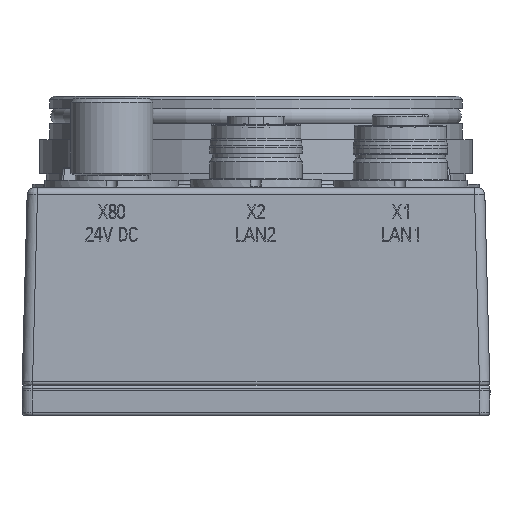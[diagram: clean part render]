
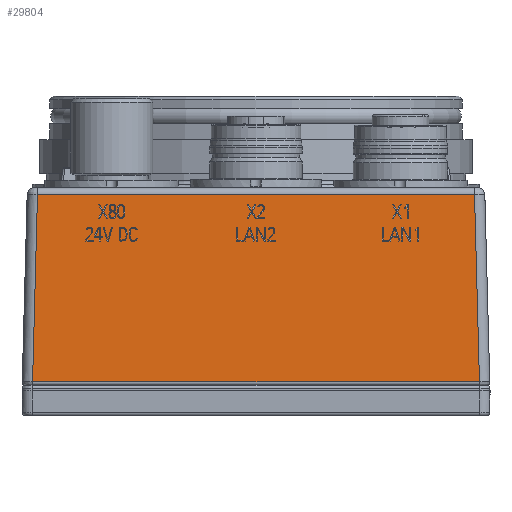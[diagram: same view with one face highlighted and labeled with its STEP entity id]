
A CAD part, front view. The second image highlights one B-rep face of the part: STEP entity #29804.
In plain terms, the highlighted planar face has unit normal (0, -1, 0.026).
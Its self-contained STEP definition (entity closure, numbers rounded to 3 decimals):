
#711 = EDGE_CURVE ( 'NONE', #20460, #30545, #3643, .T. ) ;
#1956 = CARTESIAN_POINT ( 'NONE',  ( 32.702, -53.246, 2.251 ) ) ;
#3643 = LINE ( 'NONE', #1956, #45475 ) ;
#5729 = VERTEX_POINT ( 'NONE', #27063 ) ;
#11450 = VECTOR ( 'NONE', #42911, 1000. ) ;
#12381 = CARTESIAN_POINT ( 'NONE',  ( -32.702, -53.246, 2.251 ) ) ;
#12425 = EDGE_CURVE ( 'NONE', #30545, #44298, #13038, .T. ) ;
#13038 = LINE ( 'NONE', #16737, #65081 ) ;
#14846 = ORIENTED_EDGE ( 'NONE', *, *, #41413, .T. ) ;
#15459 = CARTESIAN_POINT ( 'NONE',  ( 32.501, -53.031, 10.468 ) ) ;
#16244 = ORIENTED_EDGE ( 'NONE', *, *, #59469, .T. ) ;
#16737 = CARTESIAN_POINT ( 'NONE',  ( 0., -52.317, 37.746 ) ) ;
#19429 = PLANE ( 'NONE',  #32996 ) ;
#20460 = VERTEX_POINT ( 'NONE', #39343 ) ;
#22992 = ORIENTED_EDGE ( 'NONE', *, *, #12425, .T. ) ;
#27063 = CARTESIAN_POINT ( 'NONE',  ( -32.487, -53.031, 10.468 ) ) ;
#28458 = CARTESIAN_POINT ( 'NONE',  ( 0., -53.269, 1.395 ) ) ;
#29210 = ORIENTED_EDGE ( 'NONE', *, *, #711, .T. ) ;
#29804 = ADVANCED_FACE ( 'NONE', ( #50776 ), #19429, .T. ) ;
#30545 = VERTEX_POINT ( 'NONE', #51442 ) ;
#31896 = DIRECTION ( 'NONE',  ( -1., 0., 0. ) ) ;
#32996 = AXIS2_PLACEMENT_3D ( 'NONE', #28458, #58687, #63757 ) ;
#38252 = VECTOR ( 'NONE', #56917, 1000. ) ;
#38265 = LINE ( 'NONE', #15459, #11450 ) ;
#39343 = CARTESIAN_POINT ( 'NONE',  ( 32.487, -53.031, 10.468 ) ) ;
#39346 = EDGE_LOOP ( 'NONE', ( #16244, #14846, #29210, #22992 ) ) ;
#41413 = EDGE_CURVE ( 'NONE', #5729, #20460, #38265, .T. ) ;
#42349 = DIRECTION ( 'NONE',  ( -0.026, 0.026, 0.999 ) ) ;
#42911 = DIRECTION ( 'NONE',  ( 1., 0., 0. ) ) ;
#44298 = VERTEX_POINT ( 'NONE', #48322 ) ;
#45475 = VECTOR ( 'NONE', #42349, 1000. ) ;
#46963 = LINE ( 'NONE', #12381, #38252 ) ;
#48322 = CARTESIAN_POINT ( 'NONE',  ( -31.773, -52.317, 37.746 ) ) ;
#50776 = FACE_OUTER_BOUND ( 'NONE', #39346, .T. ) ;
#51442 = CARTESIAN_POINT ( 'NONE',  ( 31.773, -52.317, 37.746 ) ) ;
#56917 = DIRECTION ( 'NONE',  ( -0.026, -0.026, -0.999 ) ) ;
#58687 = DIRECTION ( 'NONE',  ( 0., -1., 0.026 ) ) ;
#59469 = EDGE_CURVE ( 'NONE', #44298, #5729, #46963, .T. ) ;
#63757 = DIRECTION ( 'NONE',  ( 0., -0.026, -1. ) ) ;
#65081 = VECTOR ( 'NONE', #31896, 1000. ) ;
